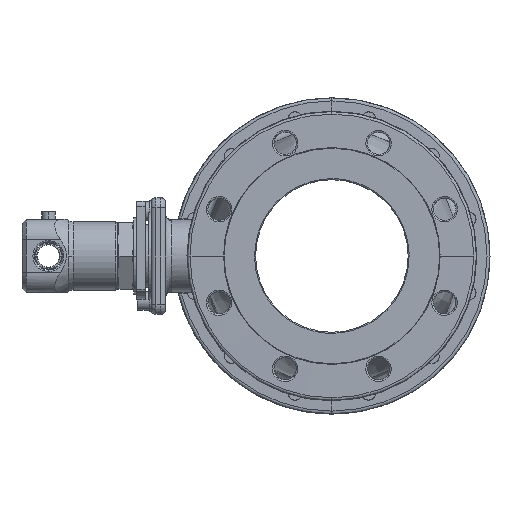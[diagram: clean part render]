
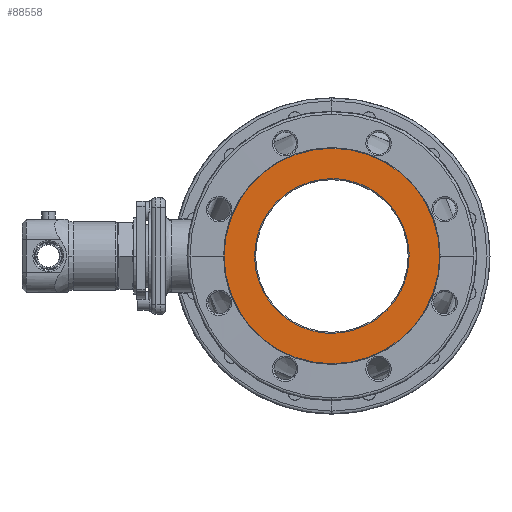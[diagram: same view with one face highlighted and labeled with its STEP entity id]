
A CAD part, left-side view. The second image highlights one B-rep face of the part: STEP entity #88558.
In plain terms, the highlighted planar face has unit normal (-1, 0, 0).
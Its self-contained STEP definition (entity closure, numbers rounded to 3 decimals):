
#86786 = VERTEX_POINT ( 'NONE', #92324 ) ;
#86788 = EDGE_CURVE ( 'NONE', #86786, #86790, #92275, .T. ) ;
#86790 = VERTEX_POINT ( 'NONE', #92281 ) ;
#86889 = EDGE_CURVE ( 'NONE', #86790, #86786, #94397, .T. ) ;
#88558 = ADVANCED_FACE ( 'NONE', ( #98600, #98599 ), #98590, .F. ) ;
#88559 = EDGE_LOOP ( 'NONE', ( #88560, #88626 ) ) ;
#88560 = ORIENTED_EDGE ( 'NONE', *, *, #86788, .F. ) ;
#88626 = ORIENTED_EDGE ( 'NONE', *, *, #86889, .F. ) ;
#88628 = EDGE_LOOP ( 'NONE', ( #88630, #88632 ) ) ;
#88630 = ORIENTED_EDGE ( 'NONE', *, *, #91029, .T. ) ;
#88632 = ORIENTED_EDGE ( 'NONE', *, *, #88633, .T. ) ;
#88633 = EDGE_CURVE ( 'NONE', #90998, #91031, #98922, .T. ) ;
#90998 = VERTEX_POINT ( 'NONE', #110820 ) ;
#91029 = EDGE_CURVE ( 'NONE', #91031, #90998, #110897, .T. ) ;
#91031 = VERTEX_POINT ( 'NONE', #110887 ) ;
#92261 = CARTESIAN_POINT ( 'NONE',  ( -157., 0., 76. ) ) ;
#92263 = CARTESIAN_POINT ( 'NONE',  ( -157., -152., 76. ) ) ;
#92265 = CARTESIAN_POINT ( 'NONE',  ( -157., -152., -76. ) ) ;
#92266 = CARTESIAN_POINT ( 'NONE',  ( -157., 0., -76. ) ) ;
#92275 =( BOUNDED_CURVE ( )  B_SPLINE_CURVE ( 3, ( #92266, #92265, #92263, #92261 ),
 .UNSPECIFIED., .F., .T. ) 
 B_SPLINE_CURVE_WITH_KNOTS ( ( 4, 4 ),
 ( 0., 1. ),
 .UNSPECIFIED. ) 
 CURVE ( )  GEOMETRIC_REPRESENTATION_ITEM ( )  RATIONAL_B_SPLINE_CURVE ( ( 0.957, 0.319, 0.319, 0.957 ) ) 
 REPRESENTATION_ITEM ( '' )  );
#92281 = CARTESIAN_POINT ( 'NONE',  ( -157., 0., 76. ) ) ;
#92324 = CARTESIAN_POINT ( 'NONE',  ( -157., 0., -76. ) ) ;
#94385 = CARTESIAN_POINT ( 'NONE',  ( -157., 0., -76. ) ) ;
#94387 = CARTESIAN_POINT ( 'NONE',  ( -157., 152., -76. ) ) ;
#94389 = CARTESIAN_POINT ( 'NONE',  ( -157., 152., 76. ) ) ;
#94390 = CARTESIAN_POINT ( 'NONE',  ( -157., 0., 76. ) ) ;
#94397 =( BOUNDED_CURVE ( )  B_SPLINE_CURVE ( 3, ( #94390, #94389, #94387, #94385 ),
 .UNSPECIFIED., .F., .T. ) 
 B_SPLINE_CURVE_WITH_KNOTS ( ( 4, 4 ),
 ( 0., 1. ),
 .UNSPECIFIED. ) 
 CURVE ( )  GEOMETRIC_REPRESENTATION_ITEM ( )  RATIONAL_B_SPLINE_CURVE ( ( 0.957, 0.319, 0.319, 0.957 ) ) 
 REPRESENTATION_ITEM ( '' )  );
#98580 = DIRECTION ( 'NONE',  ( 0., 0., -1. ) ) ;
#98581 = DIRECTION ( 'NONE',  ( 1., 0., 0. ) ) ;
#98583 = CARTESIAN_POINT ( 'NONE',  ( -157., -107.272, 107.272 ) ) ;
#98585 = AXIS2_PLACEMENT_3D ( 'NONE', #98583, #98581, #98580 ) ;
#98590 = PLANE ( 'NONE',  #98585 ) ;
#98599 = FACE_OUTER_BOUND ( 'NONE', #88628, .T. ) ;
#98600 = FACE_BOUND ( 'NONE', #88559, .T. ) ;
#98919 = DIRECTION ( 'NONE',  ( 0., 0., 1. ) ) ;
#98920 = DIRECTION ( 'NONE',  ( -1., 0., 0. ) ) ;
#98921 = AXIS2_PLACEMENT_3D ( 'NONE', #98941, #98920, #98919 ) ;
#98922 = CIRCLE ( 'NONE', #98921, 106. ) ;
#98941 = CARTESIAN_POINT ( 'NONE',  ( -157., 0., 0. ) ) ;
#110820 = CARTESIAN_POINT ( 'NONE',  ( -157., 0., -106. ) ) ;
#110887 = CARTESIAN_POINT ( 'NONE',  ( -157., 0., 106. ) ) ;
#110893 = DIRECTION ( 'NONE',  ( 0., 0., 1. ) ) ;
#110894 = DIRECTION ( 'NONE',  ( -1., 0., 0. ) ) ;
#110895 = CARTESIAN_POINT ( 'NONE',  ( -157., 0., 0. ) ) ;
#110896 = AXIS2_PLACEMENT_3D ( 'NONE', #110895, #110894, #110893 ) ;
#110897 = CIRCLE ( 'NONE', #110896, 106. ) ;
